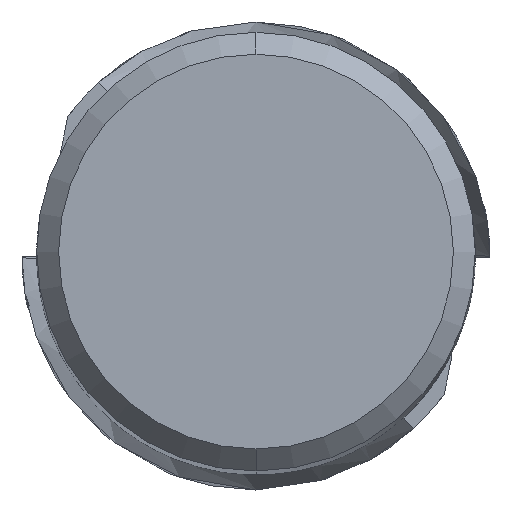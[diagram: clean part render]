
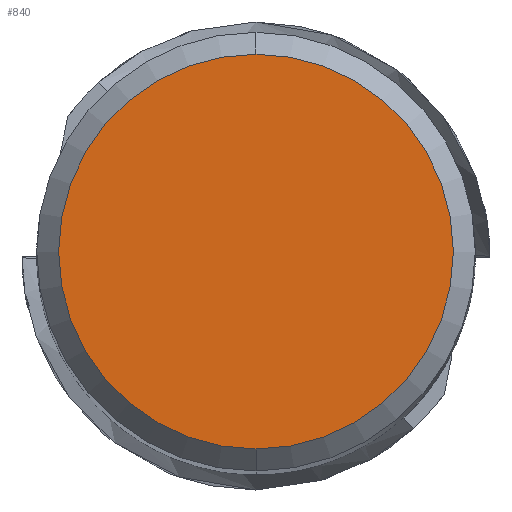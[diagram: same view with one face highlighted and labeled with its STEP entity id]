
A CAD part, top view. The second image highlights one B-rep face of the part: STEP entity #840.
In plain terms, the highlighted planar face has unit normal (0, 0, 1).
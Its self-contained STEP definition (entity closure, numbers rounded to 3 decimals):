
#360=EDGE_CURVE('',#402,#456,#1025,.T.);
#402=VERTEX_POINT('',#1074);
#456=VERTEX_POINT('',#1132);
#840=ADVANCED_FACE('',(#1549),#1550,.T.);
#898=EDGE_CURVE('',#456,#402,#1612,.T.);
#1025=CIRCLE('',#1743,5.4);
#1074=CARTESIAN_POINT('',(0.0,5.4,0.0));
#1132=CARTESIAN_POINT('',(0.,-5.4,0.0));
#1549=FACE_OUTER_BOUND('',#4496,.T.);
#1550=PLANE('',#4497);
#1612=CIRCLE('',#4805,5.4);
#1743=AXIS2_PLACEMENT_3D('',#5593,#5594,#5595);
#4496=EDGE_LOOP('',(#6174,#6175));
#4497=AXIS2_PLACEMENT_3D('',#6176,#6177,#6178);
#4805=AXIS2_PLACEMENT_3D('',#6217,#6218,#6219);
#5593=CARTESIAN_POINT('',(0.0,0.0,0.0));
#5594=DIRECTION('',(0.0,0.0,-1.0));
#5595=DIRECTION('',(0.0,1.0,0.0));
#6174=ORIENTED_EDGE('',*,*,#360,.F.);
#6175=ORIENTED_EDGE('',*,*,#898,.F.);
#6176=CARTESIAN_POINT('',(0.0,2.7,0.0));
#6177=DIRECTION('',(-0.0,0.0,1.0));
#6178=DIRECTION('',(0.0,-1.0,0.0));
#6217=CARTESIAN_POINT('',(0.0,0.0,0.0));
#6218=DIRECTION('',(0.0,0.0,-1.0));
#6219=DIRECTION('',(0.0,1.0,0.0));
